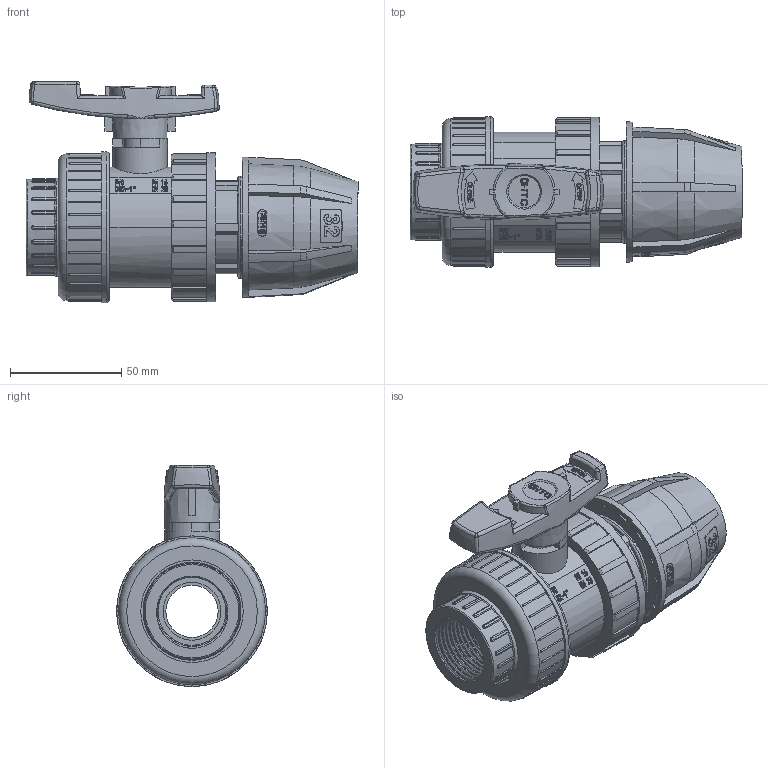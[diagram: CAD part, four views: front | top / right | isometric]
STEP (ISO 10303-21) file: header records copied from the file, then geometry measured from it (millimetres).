
FILE_DESCRIPTION(/* description */ (''),/* implementation_level */ '2;1');
FILE_NAME(/* name */ 'AK0917.032.032.step',/* time_stamp */ '2026-04-02T15:58:57+02:00',/* author */ (''),/* organization */ (''),/* preprocessor_version */ 'ST-DEVELOPER v20.1',/* originating_system */ 'Autodesk Translation Framework v14.24.0.0',/* authorisation */ '');
FILE_SCHEMA (('AUTOMOTIVE_DESIGN { 1 0 10303 214 3 1 1 }'));
Products named in the file (3): 2025-12-30-08-12-25-650; 2026-04-02-15-46-35-965; 2026-03-02-08-04-33-391
Assembly tree (2 placements, depth 2):
  2025-12-30-08-12-25-650
    2026-04-02-15-46-35-965
    2026-03-02-08-04-33-391
Bounding box: 149.18 x 67.68 x 99.36 mm (x, y, z)
Volume: 254587.4 mm3; surface area: 143084.1 mm2
Topology: 21 solids, 21 shells, 1757 faces, 4771 edges, 3134 vertices
Faces by surface type: plane 660, bspline 547, cylinder 365, cone 73, torus 63, sphere 49
Full cylindrical faces by diameter (mm): 1.721 x1, 2.295 x1, 12.24 x4, 15.12 x3, 15.84 x1, 16.56 x2, 18 x1, 23.5 x1, 24.578 x1, 26 x1, 26.5 x1, 27.36 x1, 28.08 x2, 28.8 x2, 31.513 x1, 32.544 x3, 33.12 x1, 33.249 x9, 33.5 x1, 33.84 x3, 36.432 x3, 36.72 x1, 39 x1, 39.016 x2, 39.96 x1, 40.421 x3, 42.519 x1, 42.768 x3, 43 x1, 44 x1
Entity records: 87696 total; most frequent: CARTESIAN_POINT 46592, ORIENTED_EDGE 9480, DIRECTION 7047, EDGE_CURVE 4740, VERTEX_POINT 3134, AXIS2_PLACEMENT_3D 2463, LINE 2121, VECTOR 2121
